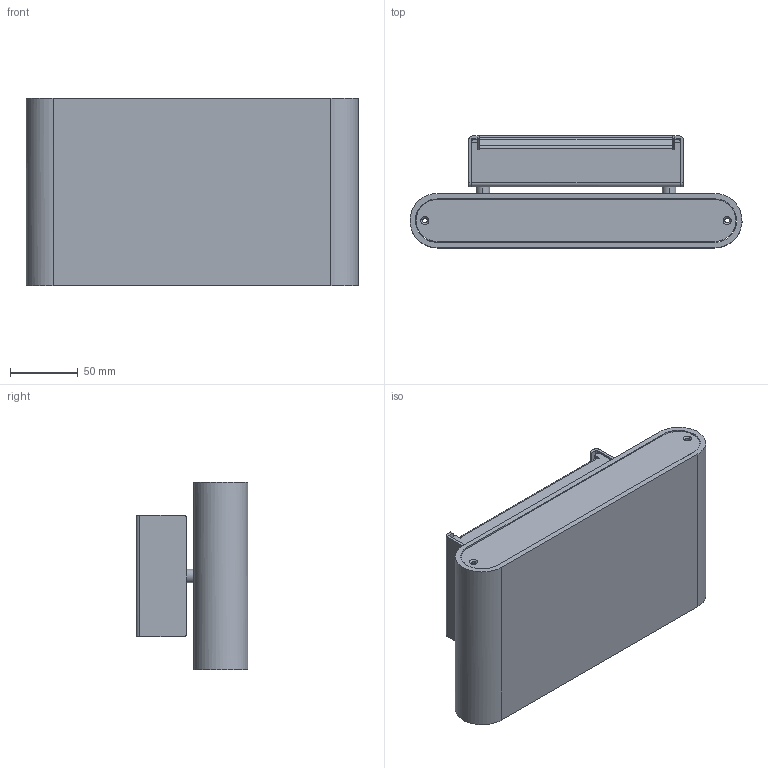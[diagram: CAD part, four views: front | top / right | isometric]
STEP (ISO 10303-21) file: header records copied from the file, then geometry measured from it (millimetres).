
FILE_DESCRIPTION(/* description */ (''),/* implementation_level */ '2;1');
FILE_NAME(/* name */ 'TWO FLAGS PARETE',/* time_stamp */ '2012-11-06T11:15:01+01:00',/* author */ (''),/* organization */ (''),/* preprocessor_version */ 'ST-DEVELOPER v10',/* originating_system */ '',/* authorisation */ '');
FILE_SCHEMA (('CONFIG_CONTROL_DESIGN'));
Length unit declared in the file: millimetre
Products named in the file (1): 1
Bounding box: 244.96 x 82.5 x 138 mm (x, y, z)
Volume: 398057.1 mm3; surface area: 255606.7 mm2
Topology: 6 solids, 6 shells, 220 faces, 626 edges, 422 vertices
Faces by surface type: bspline 220
Entity records: 7292 total; most frequent: CARTESIAN_POINT 3685, ORIENTED_EDGE 1252, EDGE_CURVE 626, VERTEX_POINT 422, B_SPLINE_CURVE_WITH_KNOTS 356, EDGE_LOOP 270, ADVANCED_FACE 220, FACE_OUTER_BOUND 220
